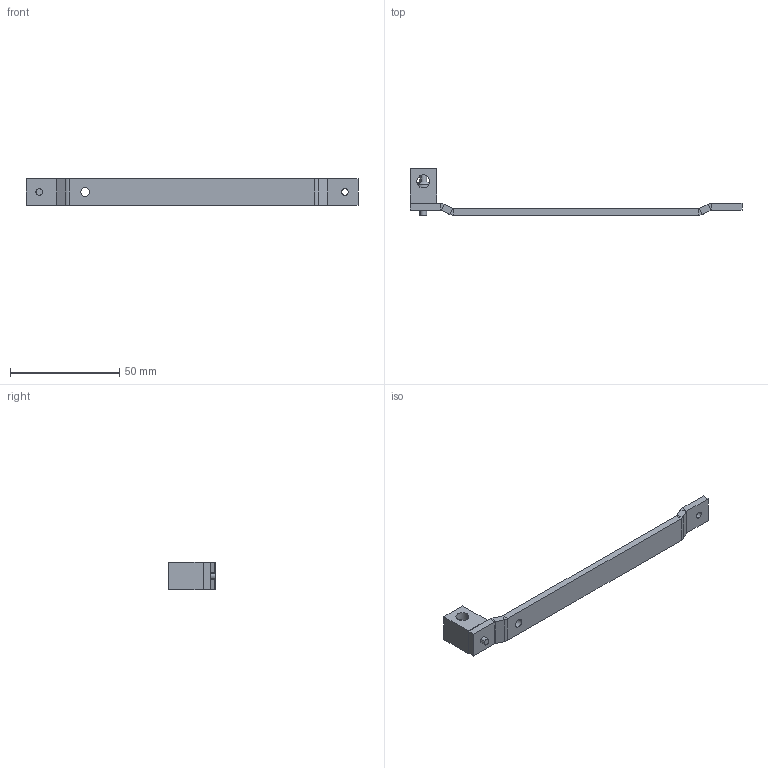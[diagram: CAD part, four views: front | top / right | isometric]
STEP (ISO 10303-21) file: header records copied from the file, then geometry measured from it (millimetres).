
FILE_DESCRIPTION (( 'STEP AP214' ), '1' );
FILE_NAME ('PFA100G.STEP', '2019-07-16T18:13:20', ( '' ), ( '' ), 'SwSTEP 2.0', 'SolidWorks 2017', '' );
FILE_SCHEMA (( 'AUTOMOTIVE_DESIGN' ));
Length unit declared in the file: millimetre
Products named in the file (5): PFA100G-101; pan slot head_am_B18.6.7M - M3 x 0.5 x 4 Slotted PHMS --4N; pan slot head_am_B18.6.7M - M3 x 0.5 x 13 Slotted PHMS --13N; PFA100G; PFA100G-103
Assembly tree (4 placements, depth 2):
  PFA100G
    PFA100G-101
    PFA100G-103
    pan slot head_am_B18.6.7M - M3 x 0.5 x 13 Slotted PHMS --13N
    pan slot head_am_B18.6.7M - M3 x 0.5 x 4 Slotted PHMS --4N
Bounding box: 152.07 x 21.7 x 12.8 mm (x, y, z)
Volume: 8100.9 mm3; surface area: 6538.6 mm2
Topology: 4 solids, 4 shells, 85 faces, 188 edges, 112 vertices
Faces by surface type: plane 50, cylinder 29, torus 4, cone 2
Entity records: 2604 total; most frequent: CARTESIAN_POINT 494, DIRECTION 428, ORIENTED_EDGE 376, EDGE_CURVE 188, AXIS2_PLACEMENT_3D 162, VERTEX_POINT 112, LINE 104, VECTOR 104
